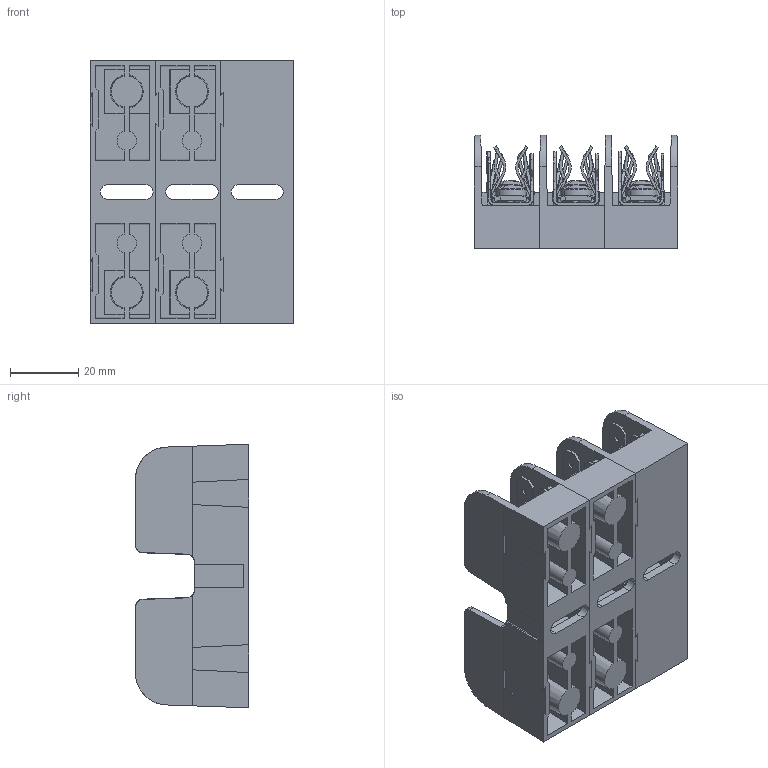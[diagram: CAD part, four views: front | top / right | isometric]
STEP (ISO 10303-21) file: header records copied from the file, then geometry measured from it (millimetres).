
FILE_DESCRIPTION (( 'STEP AP214' ), '1' );
FILE_NAME ('05B0526r00.STEP', '2013-12-11T19:50:13', ( '' ), ( '' ), 'SwSTEP 2.0', 'SolidWorks 2013', '' );
FILE_SCHEMA (( 'AUTOMOTIVE_DESIGN' ));
Length unit declared in the file: inch
Products named in the file (1): 05B0526r00
Bounding box: 59.94 x 33.27 x 77.47 mm (x, y, z)
Volume: 53638.7 mm3; surface area: 59021.6 mm2
Topology: 27 solids, 27 shells, 2816 faces, 7354 edges, 4638 vertices
Faces by surface type: plane 1374, cylinder 928, cone 442, torus 60, bspline 12
Entity records: 129260 total; most frequent: CARTESIAN_POINT 25021, ORIENTED_EDGE 14708, DIRECTION 13384, EDGE_CURVE 7354, VERTEX_POINT 4638, AXIS2_PLACEMENT_3D 4471, LINE 4442, VECTOR 4442
